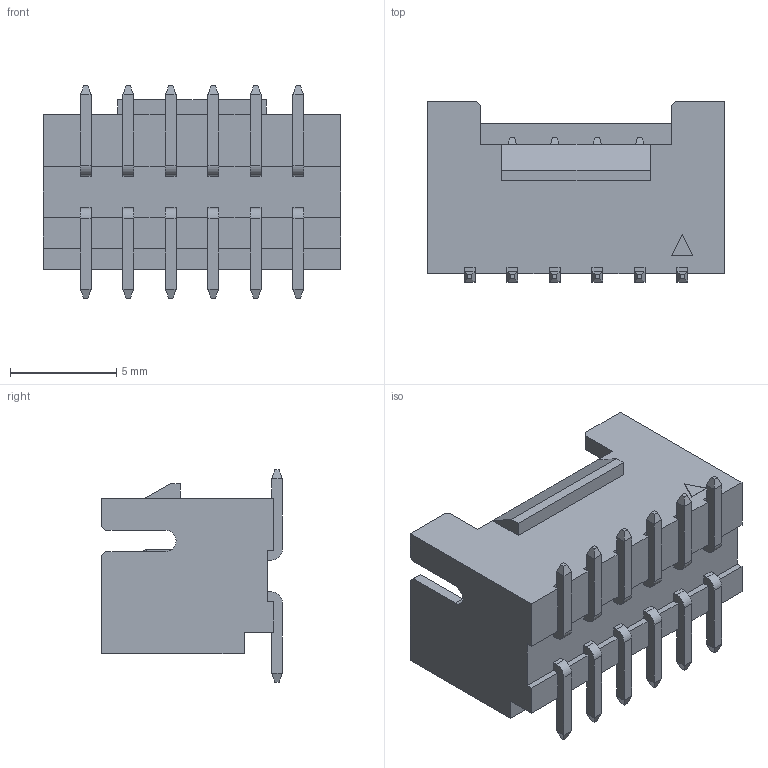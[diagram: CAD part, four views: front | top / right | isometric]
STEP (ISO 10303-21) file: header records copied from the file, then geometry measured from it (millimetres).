
FILE_DESCRIPTION (( 'STEP AP214' ), '1' );
FILE_NAME ('FWF20030-D12S23NAM-REF.STEP', '2025-11-26T02:11:13', ( '' ), ( '' ), 'SwSTEP 2.0', 'SolidWorks 2021', '' );
FILE_SCHEMA (( 'AUTOMOTIVE_DESIGN' ));
Length unit declared in the file: millimetre
Products named in the file (1): FWF20030-D12S23NAM-REF
Bounding box: 14 x 8.5 x 10 mm (x, y, z)
Volume: 356.2 mm3; surface area: 921.7 mm2
Topology: 1 solids, 1 shells, 369 faces, 932 edges, 578 vertices
Faces by surface type: plane 353, cylinder 16
Entity records: 10732 total; most frequent: CARTESIAN_POINT 1880, ORIENTED_EDGE 1864, DIRECTION 1704, EDGE_CURVE 932, LINE 900, VECTOR 900, VERTEX_POINT 578, AXIS2_PLACEMENT_3D 402
